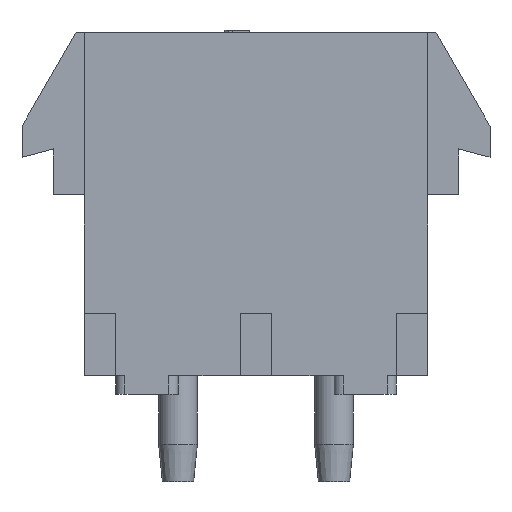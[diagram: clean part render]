
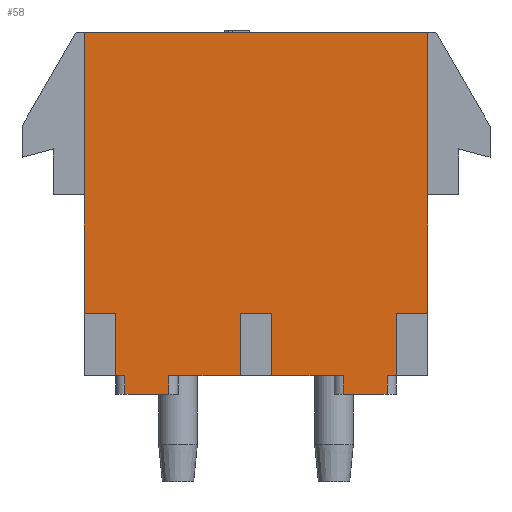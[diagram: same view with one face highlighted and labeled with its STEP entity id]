
A CAD part, front view. The second image highlights one B-rep face of the part: STEP entity #58.
In plain terms, the highlighted planar face has unit normal (0, -1, 0).
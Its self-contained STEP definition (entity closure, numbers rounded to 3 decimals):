
#58=ADVANCED_FACE('',(#188),#189,.T.);
#188=FACE_OUTER_BOUND('',#423,.T.);
#189=PLANE('',#424);
#423=EDGE_LOOP('',(#882,#883,#884,#885,#886,#887,#888,#889,#890,#891,#892,#893,#894,#895,#896,#897,#898,#899,#900,#901));
#424=AXIS2_PLACEMENT_3D('',#902,#903,#904);
#882=ORIENTED_EDGE('',*,*,#1746,.F.);
#883=ORIENTED_EDGE('',*,*,#1747,.F.);
#884=ORIENTED_EDGE('',*,*,#1711,.F.);
#885=ORIENTED_EDGE('',*,*,#1745,.T.);
#886=ORIENTED_EDGE('',*,*,#1748,.T.);
#887=ORIENTED_EDGE('',*,*,#1749,.T.);
#888=ORIENTED_EDGE('',*,*,#1750,.T.);
#889=ORIENTED_EDGE('',*,*,#1751,.T.);
#890=ORIENTED_EDGE('',*,*,#1752,.F.);
#891=ORIENTED_EDGE('',*,*,#1753,.F.);
#892=ORIENTED_EDGE('',*,*,#1754,.T.);
#893=ORIENTED_EDGE('',*,*,#1755,.T.);
#894=ORIENTED_EDGE('',*,*,#1756,.T.);
#895=ORIENTED_EDGE('',*,*,#1757,.T.);
#896=ORIENTED_EDGE('',*,*,#1758,.T.);
#897=ORIENTED_EDGE('',*,*,#1759,.T.);
#898=ORIENTED_EDGE('',*,*,#1760,.F.);
#899=ORIENTED_EDGE('',*,*,#1761,.F.);
#900=ORIENTED_EDGE('',*,*,#1762,.T.);
#901=ORIENTED_EDGE('',*,*,#1763,.T.);
#902=CARTESIAN_POINT('',(-6.985,-3.81,0.0));
#903=DIRECTION('',(0.0,-1.0,0.0));
#904=DIRECTION('',(0.0,0.0,-1.0));
#1711=EDGE_CURVE('',#2038,#2039,#2040,.T.);
#1745=EDGE_CURVE('',#2038,#2101,#2103,.T.);
#1746=EDGE_CURVE('',#2104,#2105,#2106,.T.);
#1747=EDGE_CURVE('',#2039,#2104,#2107,.T.);
#1748=EDGE_CURVE('',#2101,#2108,#2109,.T.);
#1749=EDGE_CURVE('',#2108,#2110,#2111,.T.);
#1750=EDGE_CURVE('',#2110,#2112,#2113,.T.);
#1751=EDGE_CURVE('',#2112,#2114,#2115,.T.);
#1752=EDGE_CURVE('',#2116,#2114,#2117,.T.);
#1753=EDGE_CURVE('',#2118,#2116,#2119,.T.);
#1754=EDGE_CURVE('',#2118,#2120,#2121,.T.);
#1755=EDGE_CURVE('',#2120,#2122,#2123,.T.);
#1756=EDGE_CURVE('',#2122,#2124,#2125,.T.);
#1757=EDGE_CURVE('',#2124,#2126,#2127,.T.);
#1758=EDGE_CURVE('',#2126,#2128,#2129,.T.);
#1759=EDGE_CURVE('',#2128,#2130,#2131,.T.);
#1760=EDGE_CURVE('',#2132,#2130,#2133,.T.);
#1761=EDGE_CURVE('',#2134,#2132,#2135,.T.);
#1762=EDGE_CURVE('',#2134,#2136,#2137,.T.);
#1763=EDGE_CURVE('',#2136,#2105,#2138,.T.);
#2038=VERTEX_POINT('',#2527);
#2039=VERTEX_POINT('',#2528);
#2040=LINE('',#2529,#2530);
#2101=VERTEX_POINT('',#2621);
#2103=LINE('',#2624,#2625);
#2104=VERTEX_POINT('',#2626);
#2105=VERTEX_POINT('',#2627);
#2106=LINE('',#2628,#2629);
#2107=LINE('',#2630,#2631);
#2108=VERTEX_POINT('',#2632);
#2109=LINE('',#2633,#2634);
#2110=VERTEX_POINT('',#2635);
#2111=LINE('',#2636,#2637);
#2112=VERTEX_POINT('',#2638);
#2113=LINE('',#2639,#2640);
#2114=VERTEX_POINT('',#2641);
#2115=LINE('',#2642,#2643);
#2116=VERTEX_POINT('',#2644);
#2117=LINE('',#2645,#2646);
#2118=VERTEX_POINT('',#2647);
#2119=LINE('',#2648,#2649);
#2120=VERTEX_POINT('',#2650);
#2121=LINE('',#2651,#2652);
#2122=VERTEX_POINT('',#2653);
#2123=LINE('',#2654,#2655);
#2124=VERTEX_POINT('',#2656);
#2125=LINE('',#2657,#2658);
#2126=VERTEX_POINT('',#2659);
#2127=LINE('',#2660,#2661);
#2128=VERTEX_POINT('',#2662);
#2129=LINE('',#2663,#2664);
#2130=VERTEX_POINT('',#2665);
#2131=LINE('',#2666,#2667);
#2132=VERTEX_POINT('',#2668);
#2133=LINE('',#2669,#2670);
#2134=VERTEX_POINT('',#2671);
#2135=LINE('',#2672,#2673);
#2136=VERTEX_POINT('',#2674);
#2137=LINE('',#2675,#2676);
#2138=LINE('',#2677,#2678);
#2527=CARTESIAN_POINT('',(-6.985,-3.81,0.0));
#2528=CARTESIAN_POINT('',(6.985,-3.81,0.0));
#2529=CARTESIAN_POINT('',(-6.985,-3.81,0.0));
#2530=VECTOR('',#3177,13.97);
#2621=CARTESIAN_POINT('',(-6.985,-3.81,-11.43));
#2624=CARTESIAN_POINT('',(-6.985,-3.81,0.0));
#2625=VECTOR('',#3215,11.43);
#2626=CARTESIAN_POINT('',(6.985,-3.81,-11.43));
#2627=CARTESIAN_POINT('',(5.715,-3.81,-11.43));
#2628=CARTESIAN_POINT('',(6.985,-3.81,-11.43));
#2629=VECTOR('',#3216,1.27);
#2630=CARTESIAN_POINT('',(6.985,-3.81,0.0));
#2631=VECTOR('',#3217,11.43);
#2632=CARTESIAN_POINT('',(-5.715,-3.81,-11.43));
#2633=CARTESIAN_POINT('',(-6.985,-3.81,-11.43));
#2634=VECTOR('',#3218,1.27);
#2635=CARTESIAN_POINT('',(-5.715,-3.81,-13.97));
#2636=CARTESIAN_POINT('',(-5.715,-3.81,-11.43));
#2637=VECTOR('',#3219,2.54);
#2638=CARTESIAN_POINT('',(-5.334,-3.81,-13.97));
#2639=CARTESIAN_POINT('',(-5.715,-3.81,-13.97));
#2640=VECTOR('',#3220,0.381);
#2641=CARTESIAN_POINT('',(-5.334,-3.81,-14.732));
#2642=CARTESIAN_POINT('',(-5.334,-3.81,-13.97));
#2643=VECTOR('',#3221,0.762);
#2644=CARTESIAN_POINT('',(-3.556,-3.81,-14.732));
#2645=CARTESIAN_POINT('',(-3.556,-3.81,-14.732));
#2646=VECTOR('',#3222,1.778);
#2647=CARTESIAN_POINT('',(-3.556,-3.81,-13.97));
#2648=CARTESIAN_POINT('',(-3.556,-3.81,-13.97));
#2649=VECTOR('',#3223,0.762);
#2650=CARTESIAN_POINT('',(-0.635,-3.81,-13.97));
#2651=CARTESIAN_POINT('',(-3.556,-3.81,-13.97));
#2652=VECTOR('',#3224,2.921);
#2653=CARTESIAN_POINT('',(-0.635,-3.81,-11.43));
#2654=CARTESIAN_POINT('',(-0.635,-3.81,-13.97));
#2655=VECTOR('',#3225,2.54);
#2656=CARTESIAN_POINT('',(0.635,-3.81,-11.43));
#2657=CARTESIAN_POINT('',(-0.635,-3.81,-11.43));
#2658=VECTOR('',#3226,1.27);
#2659=CARTESIAN_POINT('',(0.635,-3.81,-13.97));
#2660=CARTESIAN_POINT('',(0.635,-3.81,-11.43));
#2661=VECTOR('',#3227,2.54);
#2662=CARTESIAN_POINT('',(3.556,-3.81,-13.97));
#2663=CARTESIAN_POINT('',(0.635,-3.81,-13.97));
#2664=VECTOR('',#3228,2.921);
#2665=CARTESIAN_POINT('',(3.556,-3.81,-14.732));
#2666=CARTESIAN_POINT('',(3.556,-3.81,-13.97));
#2667=VECTOR('',#3229,0.762);
#2668=CARTESIAN_POINT('',(5.334,-3.81,-14.732));
#2669=CARTESIAN_POINT('',(5.334,-3.81,-14.732));
#2670=VECTOR('',#3230,1.778);
#2671=CARTESIAN_POINT('',(5.334,-3.81,-13.97));
#2672=CARTESIAN_POINT('',(5.334,-3.81,-13.97));
#2673=VECTOR('',#3231,0.762);
#2674=CARTESIAN_POINT('',(5.715,-3.81,-13.97));
#2675=CARTESIAN_POINT('',(5.334,-3.81,-13.97));
#2676=VECTOR('',#3232,0.381);
#2677=CARTESIAN_POINT('',(5.715,-3.81,-13.97));
#2678=VECTOR('',#3233,2.54);
#3177=DIRECTION('',(1.0,0.0,0.0));
#3215=DIRECTION('',(0.0,0.0,-1.0));
#3216=DIRECTION('',(-1.0,0.0,0.0));
#3217=DIRECTION('',(0.0,0.0,-1.0));
#3218=DIRECTION('',(1.0,0.0,0.0));
#3219=DIRECTION('',(0.0,0.0,-1.0));
#3220=DIRECTION('',(1.0,0.0,0.0));
#3221=DIRECTION('',(0.0,0.0,-1.0));
#3222=DIRECTION('',(-1.0,0.0,0.0));
#3223=DIRECTION('',(0.0,0.0,-1.0));
#3224=DIRECTION('',(1.0,0.0,0.0));
#3225=DIRECTION('',(0.0,0.0,1.0));
#3226=DIRECTION('',(1.0,0.0,0.0));
#3227=DIRECTION('',(0.0,0.0,-1.0));
#3228=DIRECTION('',(1.0,0.0,0.0));
#3229=DIRECTION('',(0.0,0.0,-1.0));
#3230=DIRECTION('',(-1.0,0.0,0.0));
#3231=DIRECTION('',(0.0,0.0,-1.0));
#3232=DIRECTION('',(1.0,0.0,0.0));
#3233=DIRECTION('',(0.0,0.0,1.0));
